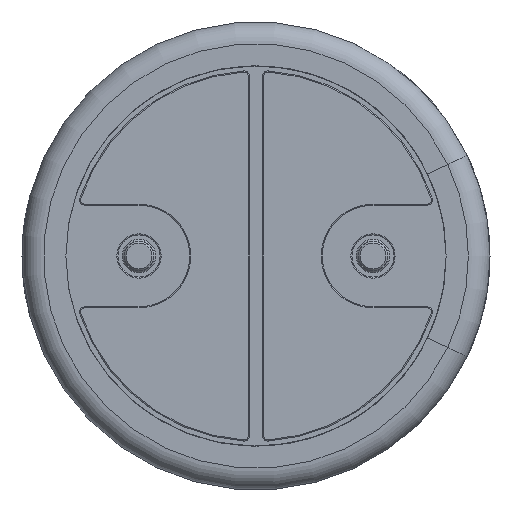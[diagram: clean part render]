
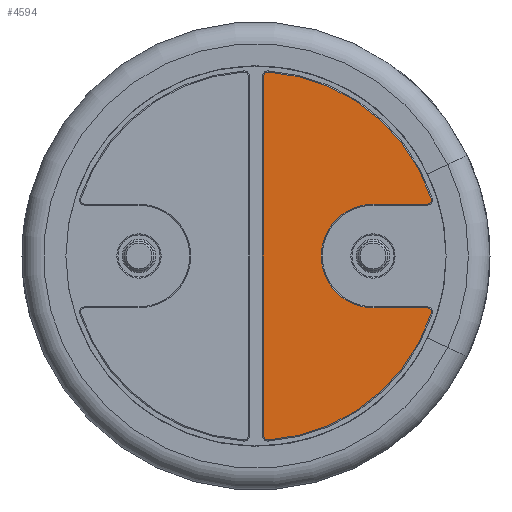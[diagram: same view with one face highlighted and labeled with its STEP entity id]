
A CAD part, front view. The second image highlights one B-rep face of the part: STEP entity #4594.
In plain terms, the highlighted planar face has unit normal (0, -1, 0).
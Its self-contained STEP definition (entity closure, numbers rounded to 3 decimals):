
#20=PLANE('',#4930);
#231=CIRCLE('',#4895,0.077);
#234=CIRCLE('',#4900,0.077);
#237=CIRCLE('',#4904,3.152);
#240=CIRCLE('',#4908,0.077);
#244=CIRCLE('',#4914,0.885);
#248=CIRCLE('',#4920,0.077);
#250=CIRCLE('',#4923,3.152);
#452=FACE_OUTER_BOUND('',#653,.T.);
#653=EDGE_LOOP('',(#3807,#3808,#3809,#3810,#3811,#3812,#3813,#3814,#3815,
#3816));
#861=LINE('',#9009,#1053);
#863=LINE('',#9033,#1055);
#865=LINE('',#9045,#1057);
#1053=VECTOR('',#5612,10.);
#1055=VECTOR('',#5642,10.);
#1057=VECTOR('',#5656,10.);
#1925=VERTEX_POINT('',#8997);
#1928=VERTEX_POINT('',#9002);
#1930=VERTEX_POINT('',#9007);
#1932=VERTEX_POINT('',#9013);
#1934=VERTEX_POINT('',#9019);
#1936=VERTEX_POINT('',#9025);
#1938=VERTEX_POINT('',#9031);
#1940=VERTEX_POINT('',#9037);
#1942=VERTEX_POINT('',#9043);
#1944=VERTEX_POINT('',#9049);
#2564=EDGE_CURVE('',#1928,#1925,#231,.T.);
#2566=EDGE_CURVE('',#1930,#1928,#861,.T.);
#2569=EDGE_CURVE('',#1932,#1930,#234,.T.);
#2572=EDGE_CURVE('',#1934,#1932,#237,.T.);
#2575=EDGE_CURVE('',#1936,#1934,#240,.T.);
#2578=EDGE_CURVE('',#1938,#1936,#863,.T.);
#2581=EDGE_CURVE('',#1940,#1938,#244,.T.);
#2584=EDGE_CURVE('',#1942,#1940,#865,.T.);
#2587=EDGE_CURVE('',#1944,#1942,#248,.T.);
#2589=EDGE_CURVE('',#1925,#1944,#250,.T.);
#3807=ORIENTED_EDGE('',*,*,#2564,.F.);
#3808=ORIENTED_EDGE('',*,*,#2566,.F.);
#3809=ORIENTED_EDGE('',*,*,#2569,.F.);
#3810=ORIENTED_EDGE('',*,*,#2572,.F.);
#3811=ORIENTED_EDGE('',*,*,#2575,.F.);
#3812=ORIENTED_EDGE('',*,*,#2578,.F.);
#3813=ORIENTED_EDGE('',*,*,#2581,.F.);
#3814=ORIENTED_EDGE('',*,*,#2584,.F.);
#3815=ORIENTED_EDGE('',*,*,#2587,.F.);
#3816=ORIENTED_EDGE('',*,*,#2589,.F.);
#4594=ADVANCED_FACE('',(#452),#20,.F.);
#4895=AXIS2_PLACEMENT_3D('',#9004,#5606,#5607);
#4900=AXIS2_PLACEMENT_3D('',#9015,#5618,#5619);
#4904=AXIS2_PLACEMENT_3D('',#9021,#5626,#5627);
#4908=AXIS2_PLACEMENT_3D('',#9027,#5634,#5635);
#4914=AXIS2_PLACEMENT_3D('',#9039,#5648,#5649);
#4920=AXIS2_PLACEMENT_3D('',#9051,#5662,#5663);
#4923=AXIS2_PLACEMENT_3D('',#9054,#5668,#5669);
#4930=AXIS2_PLACEMENT_3D('',#9067,#5688,#5689);
#5606=DIRECTION('center_axis',(0.,1.,0.));
#5607=DIRECTION('ref_axis',(-0.683,0.,0.73));
#5612=DIRECTION('',(0.,0.,1.));
#5618=DIRECTION('center_axis',(0.,1.,0.));
#5619=DIRECTION('ref_axis',(-0.683,0.,-0.73));
#5626=DIRECTION('center_axis',(0.,1.,0.));
#5627=DIRECTION('ref_axis',(0.613,0.,-0.79));
#5634=DIRECTION('center_axis',(0.,1.,0.));
#5635=DIRECTION('ref_axis',(0.81,0.,0.586));
#5642=DIRECTION('',(1.,0.,0.));
#5648=DIRECTION('center_axis',(0.,-1.,0.));
#5649=DIRECTION('ref_axis',(-1.,0.,0.));
#5656=DIRECTION('',(-1.,0.,0.));
#5662=DIRECTION('center_axis',(0.,1.,0.));
#5663=DIRECTION('ref_axis',(0.81,0.,-0.586));
#5668=DIRECTION('center_axis',(0.,1.,0.));
#5669=DIRECTION('ref_axis',(0.613,0.,0.79));
#5688=DIRECTION('center_axis',(0.,1.,0.));
#5689=DIRECTION('ref_axis',(0.,0.,1.));
#8997=CARTESIAN_POINT('',(0.21,-0.05,3.145));
#9002=CARTESIAN_POINT('',(0.128,-0.05,3.068));
#9004=CARTESIAN_POINT('Origin',(0.205,-0.05,3.068));
#9007=CARTESIAN_POINT('',(0.128,-0.05,-3.068));
#9009=CARTESIAN_POINT('',(0.128,-0.05,1.534));
#9013=CARTESIAN_POINT('',(0.21,-0.05,-3.145));
#9015=CARTESIAN_POINT('Origin',(0.205,-0.05,-3.068));
#9019=CARTESIAN_POINT('',(2.994,-0.05,-0.986));
#9021=CARTESIAN_POINT('Origin',(0.,-0.05,0.));
#9025=CARTESIAN_POINT('',(2.921,-0.05,-0.885));
#9027=CARTESIAN_POINT('Origin',(2.921,-0.05,-0.962));
#9031=CARTESIAN_POINT('',(2.,-0.05,-0.885));
#9033=CARTESIAN_POINT('',(2.242,-0.05,-0.885));
#9037=CARTESIAN_POINT('',(2.,-0.05,0.885));
#9039=CARTESIAN_POINT('Origin',(2.,-0.05,0.));
#9043=CARTESIAN_POINT('',(2.921,-0.05,0.885));
#9045=CARTESIAN_POINT('',(1.781,-0.05,0.885));
#9049=CARTESIAN_POINT('',(2.994,-0.05,0.986));
#9051=CARTESIAN_POINT('Origin',(2.921,-0.05,0.962));
#9054=CARTESIAN_POINT('Origin',(0.,-0.05,0.));
#9067=CARTESIAN_POINT('Origin',(1.563,-0.05,0.));
